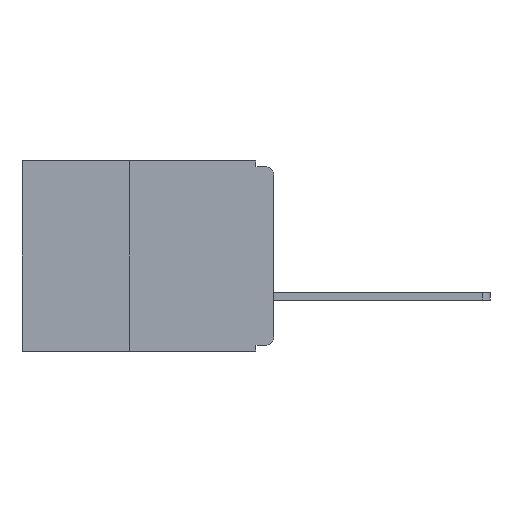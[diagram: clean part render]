
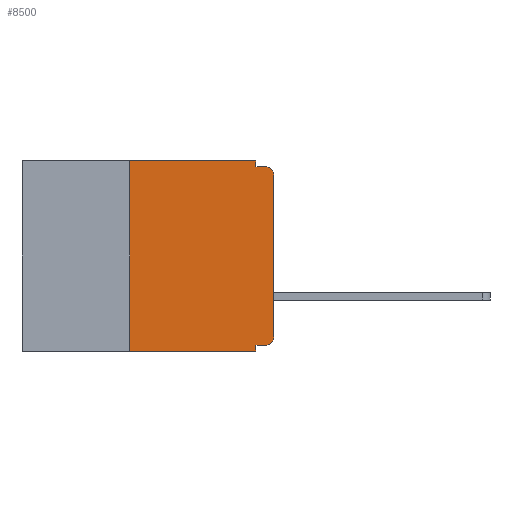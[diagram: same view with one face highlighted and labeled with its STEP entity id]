
A CAD part, left-side view. The second image highlights one B-rep face of the part: STEP entity #8500.
In plain terms, the highlighted planar face has unit normal (-1, 0, 0).
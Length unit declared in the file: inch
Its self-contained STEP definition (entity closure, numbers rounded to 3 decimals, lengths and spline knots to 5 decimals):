
#663 = CARTESIAN_POINT ( 'NONE',  ( 0., 0.031, -0.32 ) ) ;
#1258 = VECTOR ( 'NONE', #8244, 39.37008 ) ;
#1584 = CIRCLE ( 'NONE', #15595, 0.015 ) ;
#1659 = VECTOR ( 'NONE', #19188, 39.37008 ) ;
#1733 = LINE ( 'NONE', #8023, #1258 ) ;
#1892 = LINE ( 'NONE', #15413, #1659 ) ;
#2041 = EDGE_CURVE ( 'NONE', #5285, #15317, #1584, .T. ) ;
#2072 = EDGE_CURVE ( 'NONE', #12408, #11791, #1733, .T. ) ;
#2158 = VERTEX_POINT ( 'NONE', #663 ) ;
#2624 = CARTESIAN_POINT ( 'NONE',  ( 0., 0.031, -0.33 ) ) ;
#3673 = EDGE_CURVE ( 'NONE', #2158, #11791, #13160, .T. ) ;
#3687 = EDGE_LOOP ( 'NONE', ( #18376, #18390, #18508, #18551, #18730, #18885, #18898, #18994, #19012, #19846 ) ) ;
#4187 = EDGE_CURVE ( 'NONE', #14222, #15317, #15806, .T. ) ;
#4966 = DIRECTION ( 'NONE',  ( 0., 0., -1. ) ) ;
#5089 = CARTESIAN_POINT ( 'NONE',  ( 0., 0.015, -0.32 ) ) ;
#5285 = VERTEX_POINT ( 'NONE', #14388 ) ;
#5913 = VECTOR ( 'NONE', #19192, 39.37008 ) ;
#6022 = LINE ( 'NONE', #19961, #5913 ) ;
#6169 = DIRECTION ( 'NONE',  ( 0., 1., 0. ) ) ;
#6194 = CARTESIAN_POINT ( 'NONE',  ( 0., 0., -0.32 ) ) ;
#6459 = EDGE_CURVE ( 'NONE', #15544, #14222, #1892, .T. ) ;
#6843 = CARTESIAN_POINT ( 'NONE',  ( 0., 0.031, 0. ) ) ;
#8023 = CARTESIAN_POINT ( 'NONE',  ( 0., 0.437, -0.33 ) ) ;
#8159 = EDGE_CURVE ( 'NONE', #13765, #9413, #13922, .T. ) ;
#8244 = DIRECTION ( 'NONE',  ( 0., -1., 0. ) ) ;
#8500 = ADVANCED_FACE ( 'NONE', ( #12358 ), #11210, .F. ) ;
#8696 = LINE ( 'NONE', #6194, #8720 ) ;
#8720 = VECTOR ( 'NONE', #6169, 39.37008 ) ;
#9303 = DIRECTION ( 'NONE',  ( 0., -1., 0. ) ) ;
#9413 = VERTEX_POINT ( 'NONE', #19054 ) ;
#9545 = CARTESIAN_POINT ( 'NONE',  ( 0., 0., -0.01 ) ) ;
#9646 = CARTESIAN_POINT ( 'NONE',  ( 0., 0.031, -0.01 ) ) ;
#9883 = DIRECTION ( 'NONE',  ( 0., 0., -1. ) ) ;
#10231 = DIRECTION ( 'NONE',  ( -1., 0., 0. ) ) ;
#10318 = CARTESIAN_POINT ( 'NONE',  ( 0., 0.015, -0.025 ) ) ;
#10969 = DIRECTION ( 'NONE',  ( 0., 0., -1. ) ) ;
#11030 = DIRECTION ( 'NONE',  ( 1., 0., 0. ) ) ;
#11173 = VERTEX_POINT ( 'NONE', #11947 ) ;
#11210 = PLANE ( 'NONE',  #17686 ) ;
#11378 = VECTOR ( 'NONE', #18672, 39.37008 ) ;
#11444 = LINE ( 'NONE', #18727, #11378 ) ;
#11730 = CARTESIAN_POINT ( 'NONE',  ( 0., 0.031, -0.33 ) ) ;
#11791 = VERTEX_POINT ( 'NONE', #11730 ) ;
#11947 = CARTESIAN_POINT ( 'NONE',  ( 0., 0.25, 0. ) ) ;
#11952 = CARTESIAN_POINT ( 'NONE',  ( 0., 0.437, 0. ) ) ;
#11989 = VECTOR ( 'NONE', #4966, 39.37008 ) ;
#12129 = AXIS2_PLACEMENT_3D ( 'NONE', #17066, #17048, #17042 ) ;
#12184 = CARTESIAN_POINT ( 'NONE',  ( 0., 0.015, -0.01 ) ) ;
#12358 = FACE_OUTER_BOUND ( 'NONE', #3687, .T. ) ;
#12408 = VERTEX_POINT ( 'NONE', #16871 ) ;
#13160 = LINE ( 'NONE', #2624, #11989 ) ;
#13209 = EDGE_CURVE ( 'NONE', #11173, #15544, #17318, .T. ) ;
#13765 = VERTEX_POINT ( 'NONE', #5089 ) ;
#13922 = CIRCLE ( 'NONE', #12129, 0.015 ) ;
#14222 = VERTEX_POINT ( 'NONE', #9646 ) ;
#14388 = CARTESIAN_POINT ( 'NONE',  ( 0., 0., -0.025 ) ) ;
#14514 = EDGE_CURVE ( 'NONE', #12408, #11173, #11444, .T. ) ;
#15317 = VERTEX_POINT ( 'NONE', #12184 ) ;
#15413 = CARTESIAN_POINT ( 'NONE',  ( 0., 0.031, 0. ) ) ;
#15511 = VECTOR ( 'NONE', #9303, 39.37008 ) ;
#15544 = VERTEX_POINT ( 'NONE', #6843 ) ;
#15595 = AXIS2_PLACEMENT_3D ( 'NONE', #10318, #10231, #9883 ) ;
#15806 = LINE ( 'NONE', #9545, #15511 ) ;
#16733 = DIRECTION ( 'NONE',  ( 0., -1., 0. ) ) ;
#16849 = CARTESIAN_POINT ( 'NONE',  ( 0., 0.437, 0. ) ) ;
#16871 = CARTESIAN_POINT ( 'NONE',  ( 0., 0.25, -0.33 ) ) ;
#17042 = DIRECTION ( 'NONE',  ( 0., 0., -1. ) ) ;
#17048 = DIRECTION ( 'NONE',  ( -1., 0., 0. ) ) ;
#17066 = CARTESIAN_POINT ( 'NONE',  ( 0., 0.015, -0.305 ) ) ;
#17290 = VECTOR ( 'NONE', #16733, 39.37008 ) ;
#17318 = LINE ( 'NONE', #16849, #17290 ) ;
#17686 = AXIS2_PLACEMENT_3D ( 'NONE', #11952, #11030, #10969 ) ;
#18376 = ORIENTED_EDGE ( 'NONE', *, *, #19494, .T. ) ;
#18390 = ORIENTED_EDGE ( 'NONE', *, *, #2041, .T. ) ;
#18508 = ORIENTED_EDGE ( 'NONE', *, *, #4187, .F. ) ;
#18551 = ORIENTED_EDGE ( 'NONE', *, *, #6459, .F. ) ;
#18672 = DIRECTION ( 'NONE',  ( 0., 0., 1. ) ) ;
#18727 = CARTESIAN_POINT ( 'NONE',  ( 0., 0.25, -0.33 ) ) ;
#18730 = ORIENTED_EDGE ( 'NONE', *, *, #13209, .F. ) ;
#18885 = ORIENTED_EDGE ( 'NONE', *, *, #14514, .F. ) ;
#18898 = ORIENTED_EDGE ( 'NONE', *, *, #2072, .T. ) ;
#18994 = ORIENTED_EDGE ( 'NONE', *, *, #3673, .F. ) ;
#19012 = ORIENTED_EDGE ( 'NONE', *, *, #19035, .F. ) ;
#19035 = EDGE_CURVE ( 'NONE', #13765, #2158, #8696, .T. ) ;
#19054 = CARTESIAN_POINT ( 'NONE',  ( 0., 0., -0.305 ) ) ;
#19188 = DIRECTION ( 'NONE',  ( 0., 0., -1. ) ) ;
#19192 = DIRECTION ( 'NONE',  ( 0., 0., 1. ) ) ;
#19494 = EDGE_CURVE ( 'NONE', #9413, #5285, #6022, .T. ) ;
#19846 = ORIENTED_EDGE ( 'NONE', *, *, #8159, .T. ) ;
#19961 = CARTESIAN_POINT ( 'NONE',  ( 0., 0., 0. ) ) ;
